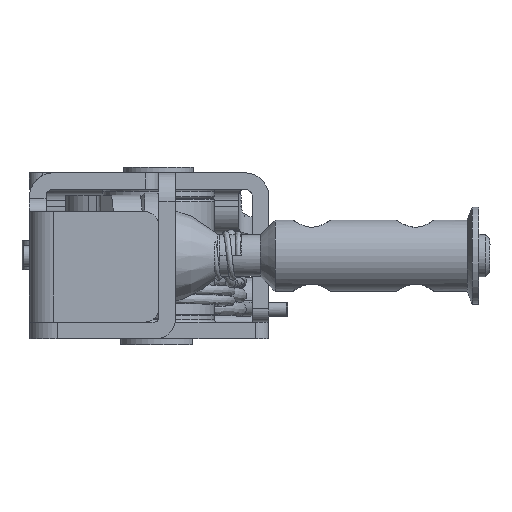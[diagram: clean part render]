
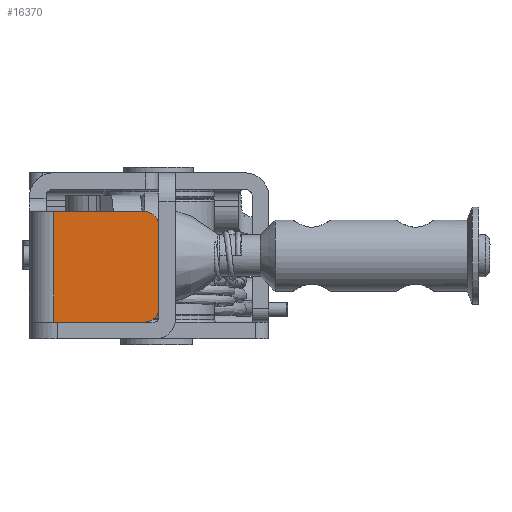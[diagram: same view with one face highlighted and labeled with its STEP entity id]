
A CAD part, left-side view. The second image highlights one B-rep face of the part: STEP entity #16370.
In plain terms, the highlighted planar face has unit normal (-1, 0, 0).
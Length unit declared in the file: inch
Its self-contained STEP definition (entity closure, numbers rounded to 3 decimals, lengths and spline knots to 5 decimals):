
#598=PLANE('',#17367);
#1972=FACE_OUTER_BOUND('',#2902,.T.);
#2902=EDGE_LOOP('',(#13854,#13855,#13856,#13857,#13858,#13859));
#3373=CIRCLE('',#17356,0.06);
#3378=CIRCLE('',#17366,0.06);
#4770=LINE('',#33197,#6174);
#4778=LINE('',#33223,#6182);
#4779=LINE('',#33225,#6183);
#4780=LINE('',#33226,#6184);
#6174=VECTOR('',#20554,0.3937);
#6182=VECTOR('',#20582,0.3937);
#6183=VECTOR('',#20583,0.3937);
#6184=VECTOR('',#20584,0.3937);
#7654=VERTEX_POINT('',#33189);
#7655=VERTEX_POINT('',#33191);
#7656=VERTEX_POINT('',#33195);
#7663=VERTEX_POINT('',#33218);
#7664=VERTEX_POINT('',#33222);
#7665=VERTEX_POINT('',#33224);
#9810=EDGE_CURVE('',#7654,#7655,#3373,.T.);
#9813=EDGE_CURVE('',#7656,#7654,#4770,.T.);
#9824=EDGE_CURVE('',#7663,#7656,#3378,.T.);
#9826=EDGE_CURVE('',#7664,#7663,#4778,.T.);
#9827=EDGE_CURVE('',#7665,#7664,#4779,.T.);
#9828=EDGE_CURVE('',#7665,#7655,#4780,.T.);
#13854=ORIENTED_EDGE('',*,*,#9810,.F.);
#13855=ORIENTED_EDGE('',*,*,#9813,.F.);
#13856=ORIENTED_EDGE('',*,*,#9824,.F.);
#13857=ORIENTED_EDGE('',*,*,#9826,.F.);
#13858=ORIENTED_EDGE('',*,*,#9827,.F.);
#13859=ORIENTED_EDGE('',*,*,#9828,.T.);
#16370=ADVANCED_FACE('',(#1972),#598,.T.);
#17356=AXIS2_PLACEMENT_3D('',#33192,#20548,#20549);
#17366=AXIS2_PLACEMENT_3D('',#33219,#20577,#20578);
#17367=AXIS2_PLACEMENT_3D('',#33221,#20580,#20581);
#20548=DIRECTION('center_axis',(1.,0.,0.));
#20549=DIRECTION('ref_axis',(0.,-0.707,-0.707));
#20554=DIRECTION('',(0.,0.,-1.));
#20577=DIRECTION('center_axis',(1.,0.,0.));
#20578=DIRECTION('ref_axis',(0.,-0.707,0.707));
#20580=DIRECTION('center_axis',(-1.,0.,0.));
#20581=DIRECTION('ref_axis',(0.,0.,
-1.));
#20582=DIRECTION('',(0.,-1.,0.));
#20583=DIRECTION('',(0.,0.,1.));
#20584=DIRECTION('',(0.,-1.,0.));
#33189=CARTESIAN_POINT('',(-0.435,0.495,-0.2375));
#33191=CARTESIAN_POINT('',(-0.435,0.555,-0.2975));
#33192=CARTESIAN_POINT('Origin',(-0.435,0.555,-0.2375));
#33195=CARTESIAN_POINT('',(-0.435,0.495,0.1375));
#33197=CARTESIAN_POINT('',(-0.435,0.495,-0.2975));
#33218=CARTESIAN_POINT('',(-0.435,0.555,0.1975));
#33219=CARTESIAN_POINT('Origin',(-0.435,0.555,0.1375));
#33221=CARTESIAN_POINT('Origin',(-0.435,1.075,0.1975));
#33222=CARTESIAN_POINT('',(-0.435,0.965,0.1975));
#33223=CARTESIAN_POINT('',(-0.435,1.075,0.1975));
#33224=CARTESIAN_POINT('',(-0.435,0.965,-0.2975));
#33225=CARTESIAN_POINT('',(-0.435,0.965,0.09875));
#33226=CARTESIAN_POINT('',(-0.435,1.075,-0.2975));
